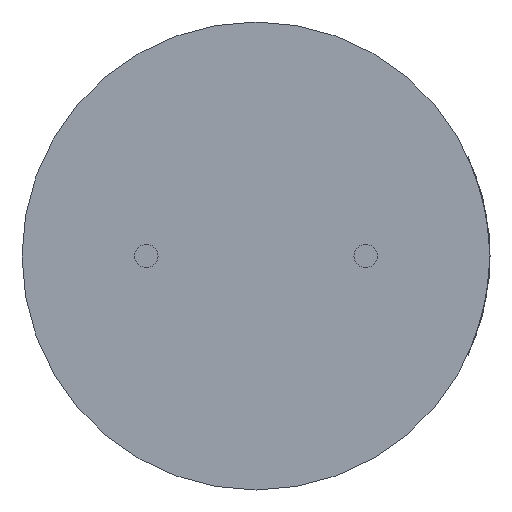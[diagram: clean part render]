
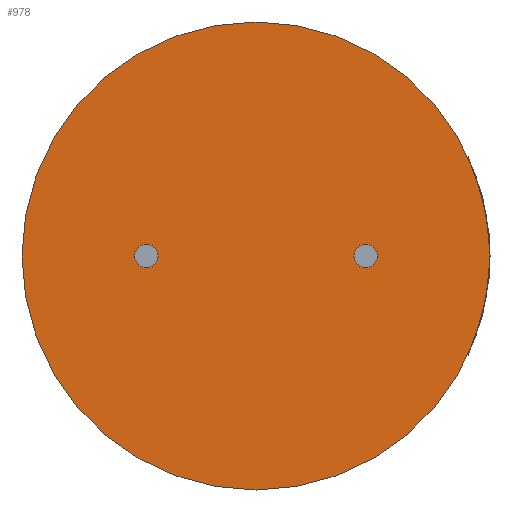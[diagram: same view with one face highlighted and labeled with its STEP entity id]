
A CAD part, front view. The second image highlights one B-rep face of the part: STEP entity #978.
In plain terms, the highlighted planar face has unit normal (0, -1, 0).
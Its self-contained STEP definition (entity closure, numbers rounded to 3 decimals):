
#910 = CARTESIAN_POINT ( 'NONE',  ( 0., 0., -8. ) ) ;
#911 = VERTEX_POINT ( 'NONE', #910 ) ;
#918 = CARTESIAN_POINT ( 'NONE',  ( 0., 0., 8. ) ) ;
#919 = VERTEX_POINT ( 'NONE', #918 ) ;
#920 = CARTESIAN_POINT ( 'NONE',  ( 0., 0., 0. ) ) ;
#921 = DIRECTION ( 'NONE',  ( 0., -1., 0. ) ) ;
#922 = DIRECTION ( 'NONE',  ( 0., 0., 1. ) ) ;
#923 = AXIS2_PLACEMENT_3D ( 'NONE', #920, #921, #922 ) ;
#924 = CIRCLE ( 'NONE', #923, 8.0) ;
#925 = EDGE_CURVE ( 'NONE', #919, #911, #924, .T. ) ;
#963 = ORIENTED_EDGE ( 'NONE', *, *, #925, .T. ) ;
#964 = CARTESIAN_POINT ( 'NONE',  ( 0., 0., 0. ) ) ;
#965 = DIRECTION ( 'NONE',  ( 0., -1., 0. ) ) ;
#966 = DIRECTION ( 'NONE',  ( 0., 0., 1. ) ) ;
#967 = AXIS2_PLACEMENT_3D ( 'NONE', #964, #965, #966 ) ;
#968 = CIRCLE ( 'NONE', #967, 8.0) ;
#969 = EDGE_CURVE ( 'NONE', #911, #919, #968, .T. ) ;
#970 = ORIENTED_EDGE ( 'NONE', *, *, #969, .T. ) ;
#971 = EDGE_LOOP ( 'NONE', ( #963, #970 ) ) ;
#972 = FACE_OUTER_BOUND ( 'NONE', #971, .T. ) ;
#973 = CARTESIAN_POINT ( 'NONE',  ( -8., 0., 0. ) ) ;
#974 = DIRECTION ( 'NONE',  ( 0., -1., 0. ) ) ;
#975 = DIRECTION ( 'NONE',  ( 0., 0., 1. ) ) ;
#976 = AXIS2_PLACEMENT_3D ( 'NONE', #973, #974, #975 ) ;
#977 = PLANE ( 'NONE', #976 ) ;
#978 = ADVANCED_FACE ( 'NONE', ( #972 ), #977, .T. ) ;
